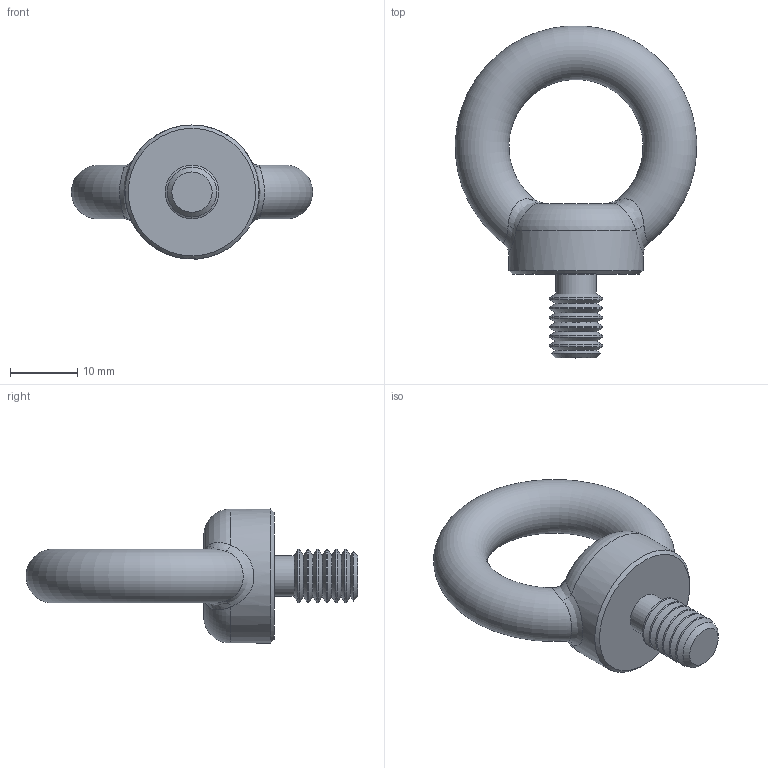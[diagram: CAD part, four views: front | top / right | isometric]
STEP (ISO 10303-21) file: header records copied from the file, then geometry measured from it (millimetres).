
FILE_DESCRIPTION (( 'STEP AP203' ), '1' );
FILE_NAME ('CLP1M-RB-8 Ðûì-áîëò Ì8.STEP', '2016-03-02T12:45:07', ( '' ), ( '' ), 'SwSTEP 2.0', 'SolidWorks 2014', '' );
FILE_SCHEMA (( 'CONFIG_CONTROL_DESIGN' ));
Length unit declared in the file: millimetre
Products named in the file (1): CLP1M-RB-8 Ðûì-áîëò Ì8
Bounding box: 35.94 x 49.46 x 19.97 mm (x, y, z)
Volume: 7031.5 mm3; surface area: 3234.8 mm2
Topology: 1 solids, 1 shells, 37 faces, 79 edges, 43 vertices
Faces by surface type: cone 15, cylinder 8, bspline 8, plane 3, torus 3
Full cylindrical faces by diameter (mm): 6 x1, 8 x6, 20 x1
Entity records: 1707 total; most frequent: CARTESIAN_POINT 990, DIRECTION 132, ORIENTED_EDGE 104, AXIS2_PLACEMENT_3D 66, EDGE_LOOP 62, EDGE_CURVE 52, FACE_OUTER_BOUND 46, VERTEX_POINT 40
